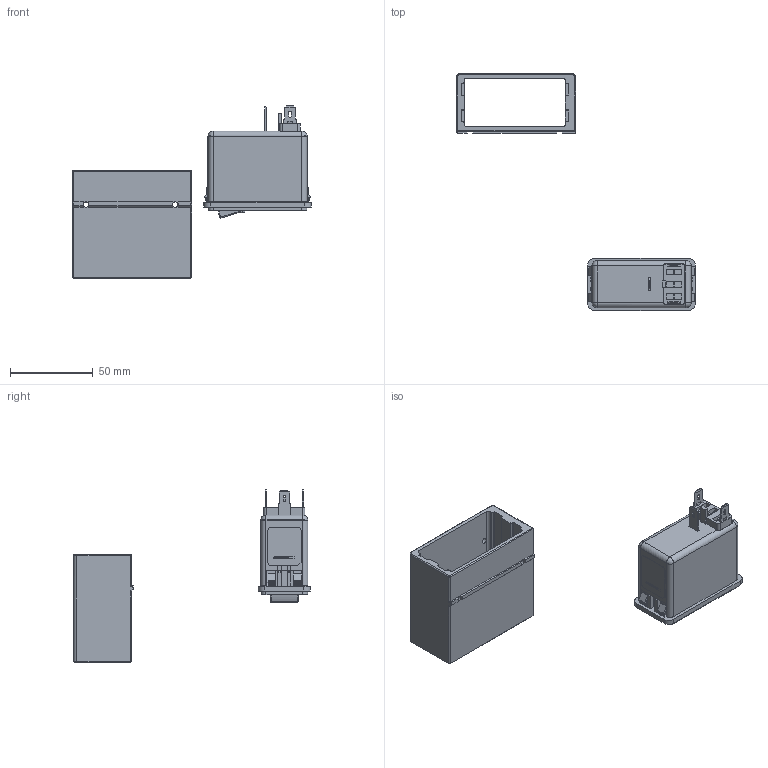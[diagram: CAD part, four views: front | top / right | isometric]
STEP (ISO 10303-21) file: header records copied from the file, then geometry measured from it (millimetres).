
FILE_DESCRIPTION(/* description */ (''),/* implementation_level */ '2;1');
FILE_NAME(/* name */ 'Schaffner-FN286-6-06-V01-Power_Inlet.step',/* time_stamp */ '2021-10-05T16:04:07+02:00',/* author */ (''),/* organization */ (''),/* preprocessor_version */ 'ST-DEVELOPER v18.1',/* originating_system */ 'Autodesk Translation Framework v10.10.0.1391',/* authorisation */ '');
FILE_SCHEMA (('AUTOMOTIVE_DESIGN { 1 0 10303 214 3 1 1 }'));
Products named in the file (3): Power_Inlet; Power_Inlet (1); FN 286-6/06
Assembly tree (2 placements, depth 2):
  Power_Inlet
    Power_Inlet (1)
    FN 286-6/06
Bounding box: 144.21 x 143.27 x 104.2 mm (x, y, z)
Volume: 74957.1 mm3; surface area: 71935 mm2
Topology: 11 solids, 11 shells, 1989 faces, 5605 edges, 3657 vertices
Faces by surface type: plane 1509, cylinder 251, bspline 202, sphere 12, torus 8, cone 7
Full cylindrical faces by diameter (mm): 1.1 x2, 1.2 x2, 1.5 x2, 2.135 x1, 3 x1, 3.134 x1, 3.3 x4, 4.7 x3, 5.3 x4
Entity records: 68810 total; most frequent: CARTESIAN_POINT 16488, ORIENTED_EDGE 11188, DIRECTION 9289, EDGE_CURVE 5594, LINE 4611, VECTOR 4611, VERTEX_POINT 3657, AXIS2_PLACEMENT_3D 2339
